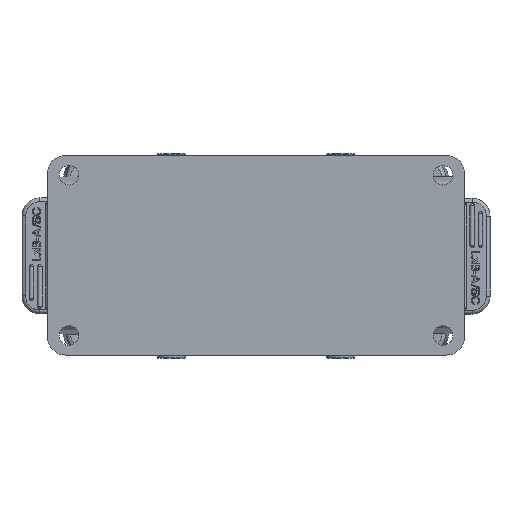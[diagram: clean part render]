
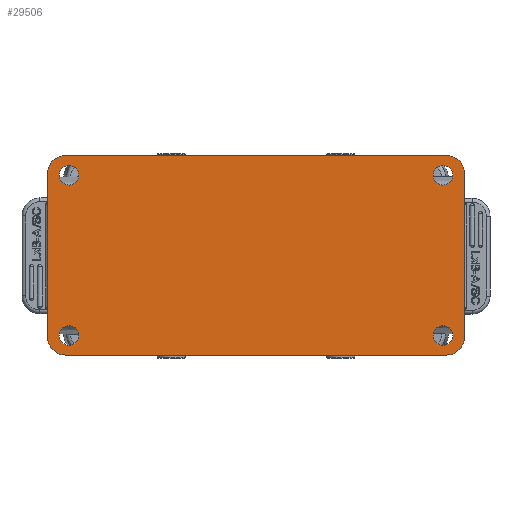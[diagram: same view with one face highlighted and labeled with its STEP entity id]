
A CAD part, front view. The second image highlights one B-rep face of the part: STEP entity #29506.
In plain terms, the highlighted planar face has unit normal (0, -1, 0).
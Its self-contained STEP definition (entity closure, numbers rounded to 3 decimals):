
#2738=DIRECTION('',(0.,0.,-1.));
#2739=VECTOR('',#2738,46.);
#2740=CARTESIAN_POINT('',(118.,0.,
23.18));
#2741=LINE('',#2740,#2739);
#2742=CARTESIAN_POINT('',(113.,0.,
-22.82));
#2743=DIRECTION('',(0.,1.,0.));
#2744=DIRECTION('',(1.,0.,0.));
#2745=AXIS2_PLACEMENT_3D('',#2742,#2743,#2744);
#2747=CARTESIAN_POINT('',(6.,0.,
-22.82));
#2748=DIRECTION('',(0.,1.,0.));
#2749=DIRECTION('',(0.,0.,-1.));
#2750=AXIS2_PLACEMENT_3D('',#2747,#2748,#2749);
#2752=DIRECTION('',(0.,0.,1.));
#2753=VECTOR('',#2752,46.);
#2754=CARTESIAN_POINT('',(1.,0.,
-22.82));
#2755=LINE('',#2754,#2753);
#2756=CARTESIAN_POINT('',(6.,0.,
23.18));
#2757=DIRECTION('',(0.,1.,0.));
#2758=DIRECTION('',(-1.,0.,0.));
#2759=AXIS2_PLACEMENT_3D('',#2756,#2757,#2758);
#2761=DIRECTION('',(1.,0.,0.));
#2762=VECTOR('',#2761,107.);
#2763=CARTESIAN_POINT('',(6.,0.,
28.18));
#2764=LINE('',#2763,#2762);
#2765=CARTESIAN_POINT('',(113.,0.,
23.18));
#2766=DIRECTION('',(0.,1.,0.));
#2767=DIRECTION('',(0.,0.,1.));
#2768=AXIS2_PLACEMENT_3D('',#2765,#2766,#2767);
#2770=CARTESIAN_POINT('',(7.,0.,
22.68));
#2771=DIRECTION('',(0.,-1.,0.));
#2772=DIRECTION('',(0.,0.,1.));
#2773=AXIS2_PLACEMENT_3D('',#2770,#2771,#2772);
#2775=CARTESIAN_POINT('',(7.,0.,
22.68));
#2776=DIRECTION('',(0.,-1.,0.));
#2777=DIRECTION('',(0.,0.,-1.));
#2778=AXIS2_PLACEMENT_3D('',#2775,#2776,#2777);
#2780=CARTESIAN_POINT('',(7.,0.,
-22.32));
#2781=DIRECTION('',(0.,-1.,0.));
#2782=DIRECTION('',(0.,0.,1.));
#2783=AXIS2_PLACEMENT_3D('',#2780,#2781,#2782);
#2785=CARTESIAN_POINT('',(7.,0.,
-22.32));
#2786=DIRECTION('',(0.,-1.,0.));
#2787=DIRECTION('',(0.,0.,-1.));
#2788=AXIS2_PLACEMENT_3D('',#2785,#2786,#2787);
#2790=CARTESIAN_POINT('',(112.,0.,
-22.32));
#2791=DIRECTION('',(0.,-1.,0.));
#2792=DIRECTION('',(0.,0.,1.));
#2793=AXIS2_PLACEMENT_3D('',#2790,#2791,#2792);
#2795=CARTESIAN_POINT('',(112.,0.,
-22.32));
#2796=DIRECTION('',(0.,-1.,0.));
#2797=DIRECTION('',(0.,0.,-1.));
#2798=AXIS2_PLACEMENT_3D('',#2795,#2796,#2797);
#2800=CARTESIAN_POINT('',(112.,0.,
22.68));
#2801=DIRECTION('',(0.,-1.,0.));
#2802=DIRECTION('',(0.,0.,1.));
#2803=AXIS2_PLACEMENT_3D('',#2800,#2801,#2802);
#2805=CARTESIAN_POINT('',(112.,0.,
22.68));
#2806=DIRECTION('',(0.,-1.,0.));
#2807=DIRECTION('',(0.,0.,-1.));
#2808=AXIS2_PLACEMENT_3D('',#2805,#2806,#2807);
#16688=DIRECTION('',(1.,0.,0.));
#16689=VECTOR('',#16688,107.);
#16690=CARTESIAN_POINT('',(6.,0.,
-27.82));
#16691=LINE('',#16690,#16689);
#20812=CARTESIAN_POINT('',(118.,0.,
23.18));
#20814=VERTEX_POINT('',#20812);
#20837=CARTESIAN_POINT('',(118.,0.,
-22.82));
#20838=VERTEX_POINT('',#20837);
#20847=CARTESIAN_POINT('',(113.,0.,
28.18));
#20849=VERTEX_POINT('',#20847);
#20853=CARTESIAN_POINT('',(6.,0.,
28.18));
#20854=VERTEX_POINT('',#20853);
#20889=CARTESIAN_POINT('',(112.,0.,
25.43));
#20890=CARTESIAN_POINT('',(112.,0.,
19.93));
#20891=VERTEX_POINT('',#20889);
#20892=VERTEX_POINT('',#20890);
#20893=CARTESIAN_POINT('',(113.,0.,
-27.82));
#20894=VERTEX_POINT('',#20893);
#20895=CARTESIAN_POINT('',(6.,0.,
-27.82));
#20896=VERTEX_POINT('',#20895);
#20897=CARTESIAN_POINT('',(1.,0.,
-22.82));
#20898=VERTEX_POINT('',#20897);
#20899=CARTESIAN_POINT('',(1.,0.,
23.18));
#20900=VERTEX_POINT('',#20899);
#20901=CARTESIAN_POINT('',(7.,0.,
25.43));
#20902=CARTESIAN_POINT('',(7.,0.,
19.93));
#20903=VERTEX_POINT('',#20901);
#20904=VERTEX_POINT('',#20902);
#20905=CARTESIAN_POINT('',(7.,0.,
-19.57));
#20906=CARTESIAN_POINT('',(7.,0.,
-25.07));
#20907=VERTEX_POINT('',#20905);
#20908=VERTEX_POINT('',#20906);
#20909=CARTESIAN_POINT('',(112.,0.,
-19.57));
#20910=CARTESIAN_POINT('',(112.,0.,
-25.07));
#20911=VERTEX_POINT('',#20909);
#20912=VERTEX_POINT('',#20910);
#29463=CARTESIAN_POINT('',(59.5,0.,
0.18));
#29464=DIRECTION('',(0.,1.,0.));
#29465=DIRECTION('',(0.,0.,1.));
#29466=AXIS2_PLACEMENT_3D('',#29463,#29464,#29465);
#29467=PLANE('',#29466);
#29468=ORIENTED_EDGE('',*,*,#28581,.T.);
#29470=ORIENTED_EDGE('',*,*,#29469,.T.);
#29472=ORIENTED_EDGE('',*,*,#29471,.F.);
#29474=ORIENTED_EDGE('',*,*,#29473,.T.);
#29476=ORIENTED_EDGE('',*,*,#29475,.T.);
#29478=ORIENTED_EDGE('',*,*,#29477,.T.);
#29479=ORIENTED_EDGE('',*,*,#28619,.T.);
#29480=ORIENTED_EDGE('',*,*,#28606,.T.);
#29481=EDGE_LOOP('',(#29468,#29470,#29472,#29474,#29476,#29478,#29479,#29480));
#29482=FACE_OUTER_BOUND('',#29481,.F.);
#29484=ORIENTED_EDGE('',*,*,#29483,.T.);
#29486=ORIENTED_EDGE('',*,*,#29485,.T.);
#29487=EDGE_LOOP('',(#29484,#29486));
#29488=FACE_BOUND('',#29487,.F.);
#29490=ORIENTED_EDGE('',*,*,#29489,.T.);
#29492=ORIENTED_EDGE('',*,*,#29491,.T.);
#29493=EDGE_LOOP('',(#29490,#29492));
#29494=FACE_BOUND('',#29493,.F.);
#29496=ORIENTED_EDGE('',*,*,#29495,.T.);
#29498=ORIENTED_EDGE('',*,*,#29497,.T.);
#29499=EDGE_LOOP('',(#29496,#29498));
#29500=FACE_BOUND('',#29499,.F.);
#29501=ORIENTED_EDGE('',*,*,#29453,.T.);
#29503=ORIENTED_EDGE('',*,*,#29502,.T.);
#29504=EDGE_LOOP('',(#29501,#29503));
#29505=FACE_BOUND('',#29504,.F.);
#2746=CIRCLE('',#2745,5.);
#2751=CIRCLE('',#2750,5.);
#2760=CIRCLE('',#2759,5.);
#2769=CIRCLE('',#2768,5.);
#2774=CIRCLE('',#2773,2.75);
#2779=CIRCLE('',#2778,2.75);
#2784=CIRCLE('',#2783,2.75);
#2789=CIRCLE('',#2788,2.75);
#2794=CIRCLE('',#2793,2.75);
#2799=CIRCLE('',#2798,2.75);
#2804=CIRCLE('',#2803,2.75);
#2809=CIRCLE('',#2808,2.75);
#28581=EDGE_CURVE('',#20814,#20838,#2741,.T.);
#28606=EDGE_CURVE('',#20849,#20814,#2769,.T.);
#28619=EDGE_CURVE('',#20854,#20849,#2764,.T.);
#29453=EDGE_CURVE('',#20891,#20892,#2804,.T.);
#29469=EDGE_CURVE('',#20838,#20894,#2746,.T.);
#29471=EDGE_CURVE('',#20896,#20894,#16691,.T.);
#29473=EDGE_CURVE('',#20896,#20898,#2751,.T.);
#29475=EDGE_CURVE('',#20898,#20900,#2755,.T.);
#29477=EDGE_CURVE('',#20900,#20854,#2760,.T.);
#29483=EDGE_CURVE('',#20903,#20904,#2774,.T.);
#29485=EDGE_CURVE('',#20904,#20903,#2779,.T.);
#29489=EDGE_CURVE('',#20907,#20908,#2784,.T.);
#29491=EDGE_CURVE('',#20908,#20907,#2789,.T.);
#29495=EDGE_CURVE('',#20911,#20912,#2794,.T.);
#29497=EDGE_CURVE('',#20912,#20911,#2799,.T.);
#29502=EDGE_CURVE('',#20892,#20891,#2809,.T.);
#29506=ADVANCED_FACE('',(#29482,#29488,#29494,#29500,#29505),#29467,.F.);
